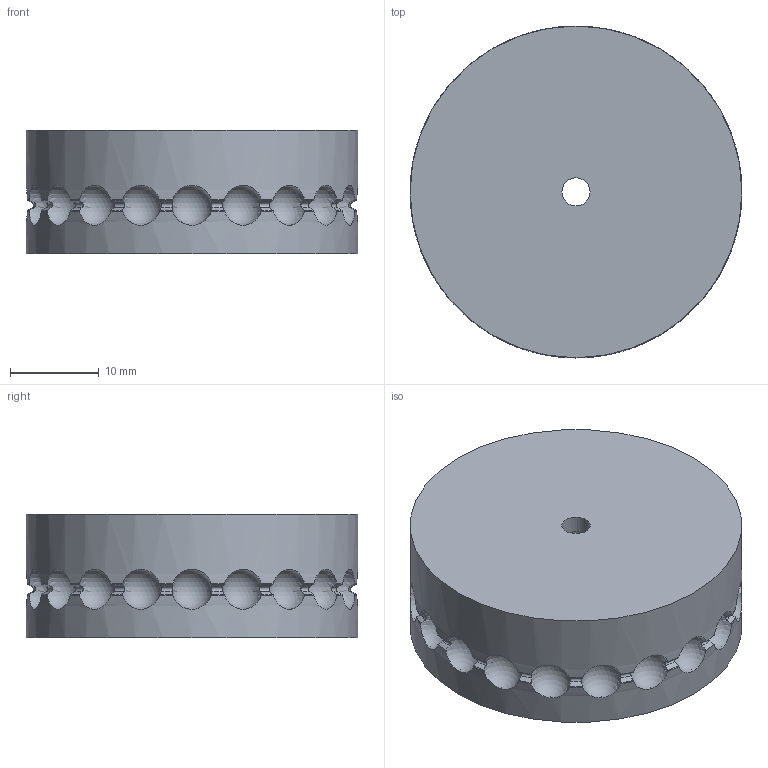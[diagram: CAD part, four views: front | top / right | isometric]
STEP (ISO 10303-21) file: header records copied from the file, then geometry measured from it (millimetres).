
FILE_DESCRIPTION(/* description */ (''),/* implementation_level */ '2;1');
FILE_NAME(/* name */ 'chain_sprocket.step',/* time_stamp */ '2025-04-25T12:56:00-04:00',/* author */ (''),/* organization */ (''),/* preprocessor_version */ 'ST-DEVELOPER v20.1',/* originating_system */ 'Autodesk Translation Framework v14.4.0.0',/* authorisation */ '');
FILE_SCHEMA (('AUTOMOTIVE_DESIGN { 1 0 10303 214 3 1 1 }'));
Length unit declared in the file: millimetre
Products named in the file (1): Chain Sprocket
Bounding box: 37.47 x 37.47 x 14 mm (x, y, z)
Volume: 14481.8 mm3; surface area: 4477.7 mm2
Topology: 1 solids, 1 shells, 128 faces, 495 edges, 330 vertices
Faces by surface type: torus 60, cone 40, sphere 20, cylinder 4, plane 4
Full cylindrical faces by diameter (mm): 3.175 x1, 37.466 x2
Entity records: 6800 total; most frequent: CARTESIAN_POINT 3196, ORIENTED_EDGE 910, DIRECTION 597, EDGE_CURVE 455, VERTEX_POINT 330, AXIS2_PLACEMENT_3D 295, B_SPLINE_CURVE_WITH_KNOTS 282, CIRCLE 166
